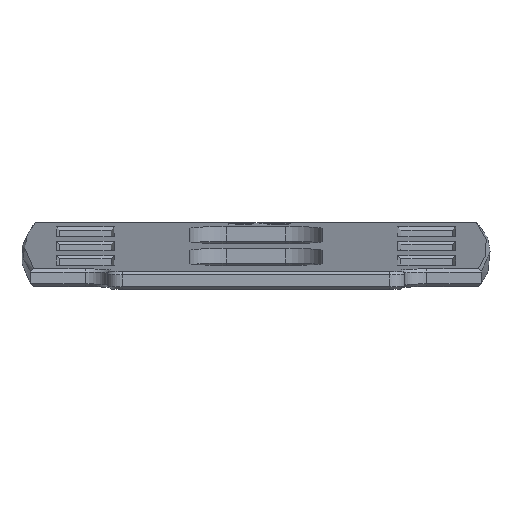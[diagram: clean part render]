
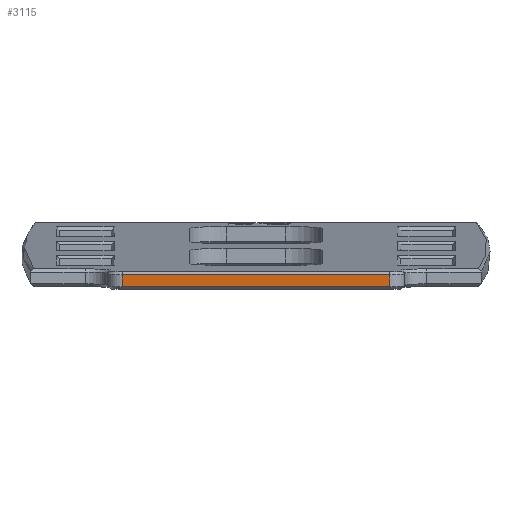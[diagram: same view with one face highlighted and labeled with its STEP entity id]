
A CAD part, front view. The second image highlights one B-rep face of the part: STEP entity #3115.
In plain terms, the highlighted planar face has unit normal (0, -0.999, -0.052).
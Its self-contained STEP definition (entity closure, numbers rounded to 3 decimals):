
#247=FACE_OUTER_BOUND('',#447,.T.);
#447=EDGE_LOOP('',(#2590,#2591,#2592,#2593));
#566=LINE('',#4203,#921);
#832=LINE('',#5394,#1187);
#837=LINE('',#5406,#1192);
#838=LINE('',#5407,#1193);
#921=VECTOR('',#3421,10.);
#1187=VECTOR('',#3971,10.);
#1192=VECTOR('',#3988,10.);
#1193=VECTOR('',#3989,10.);
#1278=VERTEX_POINT('',#4195);
#1280=VERTEX_POINT('',#4201);
#1482=VERTEX_POINT('',#5388);
#1483=VERTEX_POINT('',#5392);
#1549=EDGE_CURVE('',#1280,#1278,#566,.T.);
#1873=EDGE_CURVE('',#1482,#1483,#832,.T.);
#1879=EDGE_CURVE('',#1280,#1483,#837,.T.);
#1880=EDGE_CURVE('',#1278,#1482,#838,.T.);
#2590=ORIENTED_EDGE('',*,*,#1549,.F.);
#2591=ORIENTED_EDGE('',*,*,#1879,.T.);
#2592=ORIENTED_EDGE('',*,*,#1873,.F.);
#2593=ORIENTED_EDGE('',*,*,#1880,.F.);
#2956=PLANE('',#3345);
#3115=ADVANCED_FACE('',(#247),#2956,.T.);
#3345=AXIS2_PLACEMENT_3D('',#5405,#3986,#3987);
#3421=DIRECTION('',(-1.,0.,0.));
#3971=DIRECTION('',(1.,0.,0.));
#3986=DIRECTION('center_axis',(0.,-0.999,
-0.052));
#3987=DIRECTION('ref_axis',(1.,0.,0.));
#3988=DIRECTION('',(0.,-0.052,0.999));
#3989=DIRECTION('',(0.,-0.052,0.999));
#4195=CARTESIAN_POINT('',(-18.,48.953,-29.055));
#4201=CARTESIAN_POINT('',(18.,48.953,-29.055));
#4203=CARTESIAN_POINT('',(-9.002,48.953,-29.055));
#5388=CARTESIAN_POINT('',(-18.,48.869,-27.457));
#5392=CARTESIAN_POINT('',(18.,48.869,-27.457));
#5394=CARTESIAN_POINT('',(-9.002,48.869,-27.457));
#5405=CARTESIAN_POINT('Origin',(-18.,48.974,-29.454));
#5406=CARTESIAN_POINT('',(18.,48.974,-29.454));
#5407=CARTESIAN_POINT('',(-18.,48.974,-29.454));
